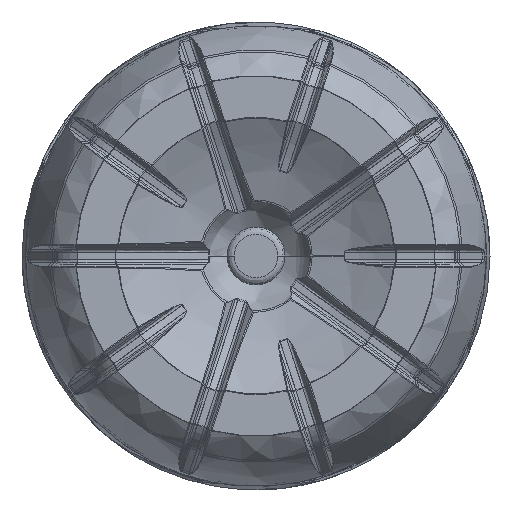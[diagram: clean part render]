
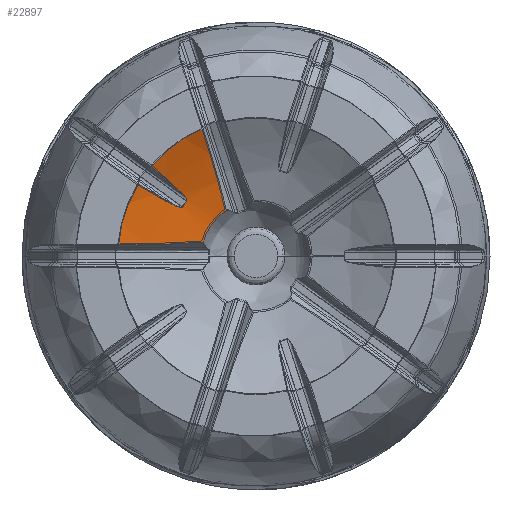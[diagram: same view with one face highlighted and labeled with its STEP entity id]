
A CAD part, front view. The second image highlights one B-rep face of the part: STEP entity #22897.
In plain terms, the highlighted free-form (B-spline) face has degree [2, 2] with [3, 3] control points.
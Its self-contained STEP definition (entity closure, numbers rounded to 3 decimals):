
#22474 = EDGE_CURVE('',#22475,#22477,#22479,.T.);
#22475 = VERTEX_POINT('',#22476);
#22476 = CARTESIAN_POINT('',(-9.549,3.044,
    7.973));
#22477 = VERTEX_POINT('',#22478);
#22478 = CARTESIAN_POINT('',(-8.873,3.539,7.022)
  );
#22479 = B_SPLINE_CURVE_WITH_KNOTS('',3,(#22480,#22481,#22482,#22483,
    #22484,#22485,#22486,#22487,#22488,#22489,#22490,#22491),
  .UNSPECIFIED.,.F.,.F.,(4,2,2,2,2,4),(0.,0.001,
    0.001,0.001,0.001,0.001)
  ,.UNSPECIFIED.);
#22480 = CARTESIAN_POINT('',(-9.549,3.044,
    7.973));
#22481 = CARTESIAN_POINT('',(-9.403,3.136,
    7.838));
#22482 = CARTESIAN_POINT('',(-9.261,3.225,
    7.699));
#22483 = CARTESIAN_POINT('',(-9.064,3.355,
    7.472));
#22484 = CARTESIAN_POINT('',(-9.,3.398,
    7.394));
#22485 = CARTESIAN_POINT('',(-8.917,3.46,
    7.266));
#22486 = CARTESIAN_POINT('',(-8.891,3.481,
    7.222));
#22487 = CARTESIAN_POINT('',(-8.863,3.509,
    7.15));
#22488 = CARTESIAN_POINT('',(-8.855,3.518,
    7.125));
#22489 = CARTESIAN_POINT('',(-8.85,3.533,
    7.072));
#22490 = CARTESIAN_POINT('',(-8.855,3.539,
    7.043));
#22491 = CARTESIAN_POINT('',(-8.873,3.539,7.022)
  );
#22592 = EDGE_CURVE('',#22477,#22593,#22595,.T.);
#22593 = VERTEX_POINT('',#22594);
#22594 = CARTESIAN_POINT('',(-9.421,3.539,
    6.269));
#22595 = B_SPLINE_CURVE_WITH_KNOTS('',3,(#22596,#22597,#22598,#22599),
  .UNSPECIFIED.,.F.,.F.,(4,4),(0.,0.001),
  .PIECEWISE_BEZIER_KNOTS.);
#22596 = CARTESIAN_POINT('',(-8.873,3.539,7.022)
  );
#22597 = CARTESIAN_POINT('',(-9.081,3.531,
    6.791));
#22598 = CARTESIAN_POINT('',(-9.264,3.531,
    6.538));
#22599 = CARTESIAN_POINT('',(-9.421,3.539,
    6.269));
#22664 = EDGE_CURVE('',#22593,#22665,#22667,.T.);
#22665 = VERTEX_POINT('',#22666);
#22666 = CARTESIAN_POINT('',(-10.534,3.044,
    6.617));
#22667 = B_SPLINE_CURVE_WITH_KNOTS('',3,(#22668,#22669,#22670,#22671,
    #22672,#22673,#22674,#22675,#22676,#22677,#22678,#22679),
  .UNSPECIFIED.,.F.,.F.,(4,2,2,2,2,4),(0.,0.,
    0.,0.,0.001,
    0.001),.UNSPECIFIED.);
#22668 = CARTESIAN_POINT('',(-9.421,3.539,
    6.269));
#22669 = CARTESIAN_POINT('',(-9.435,3.539,
    6.245));
#22670 = CARTESIAN_POINT('',(-9.461,3.533,
    6.232));
#22671 = CARTESIAN_POINT('',(-9.513,3.518,
    6.22));
#22672 = CARTESIAN_POINT('',(-9.54,3.509,
    6.219));
#22673 = CARTESIAN_POINT('',(-9.617,3.48,
    6.224));
#22674 = CARTESIAN_POINT('',(-9.667,3.46,
    6.235));
#22675 = CARTESIAN_POINT('',(-9.813,3.398,
    6.275));
#22676 = CARTESIAN_POINT('',(-9.907,3.356,
    6.311));
#22677 = CARTESIAN_POINT('',(-10.183,3.226,
    6.429));
#22678 = CARTESIAN_POINT('',(-10.36,3.136,
    6.521));
#22679 = CARTESIAN_POINT('',(-10.534,3.044,
    6.617));
#22780 = EDGE_CURVE('',#22781,#22475,#22783,.T.);
#22781 = VERTEX_POINT('',#22782);
#22782 = CARTESIAN_POINT('',(-13.433,0.,
    11.512));
#22783 = B_SPLINE_CURVE_WITH_KNOTS('',3,(#22784,#22785,#22786,#22787),
  .UNSPECIFIED.,.F.,.F.,(4,4),(0.,0.007),
  .PIECEWISE_BEZIER_KNOTS.);
#22784 = CARTESIAN_POINT('',(-13.433,0.,
    11.512));
#22785 = CARTESIAN_POINT('',(-12.194,1.178,
    10.411));
#22786 = CARTESIAN_POINT('',(-10.9,2.192,
    9.23));
#22787 = CARTESIAN_POINT('',(-9.549,3.044,
    7.973));
#22897 = ADVANCED_FACE('',(#22898),#22961,.T.);
#22898 = FACE_BOUND('',#22899,.T.);
#22899 = EDGE_LOOP('',(#22900,#22901,#22910,#22918,#22931,#22939,#22952,
    #22958,#22959,#22960));
#22900 = ORIENTED_EDGE('',*,*,#22664,.T.);
#22901 = ORIENTED_EDGE('',*,*,#22902,.T.);
#22902 = EDGE_CURVE('',#22665,#22903,#22905,.T.);
#22903 = VERTEX_POINT('',#22904);
#22904 = CARTESIAN_POINT('',(-15.099,0.,
    9.218));
#22905 = B_SPLINE_CURVE_WITH_KNOTS('',3,(#22906,#22907,#22908,#22909),
  .UNSPECIFIED.,.F.,.F.,(4,4),(0.,0.007),
  .PIECEWISE_BEZIER_KNOTS.);
#22906 = CARTESIAN_POINT('',(-10.534,3.044,
    6.617));
#22907 = CARTESIAN_POINT('',(-12.147,2.192,
    7.515));
#22908 = CARTESIAN_POINT('',(-13.669,1.178,
    8.38));
#22909 = CARTESIAN_POINT('',(-15.099,0.,
    9.218));
#22910 = ORIENTED_EDGE('',*,*,#22911,.F.);
#22911 = EDGE_CURVE('',#22912,#22903,#22914,.T.);
#22912 = VERTEX_POINT('',#22913);
#22913 = CARTESIAN_POINT('',(-17.633,0.,
    1.421));
#22914 = ( BOUNDED_CURVE() B_SPLINE_CURVE(2,(#22915,#22916,#22917),
.UNSPECIFIED.,.F.,.F.) B_SPLINE_CURVE_WITH_KNOTS((3,3),(
0.08,0.548),.PIECEWISE_BEZIER_KNOTS.) CURVE() 
GEOMETRIC_REPRESENTATION_ITEM() RATIONAL_B_SPLINE_CURVE((1.,
0.973,1.)) REPRESENTATION_ITEM('') );
#22915 = CARTESIAN_POINT('',(-17.633,0.,
    1.421));
#22916 = CARTESIAN_POINT('',(-17.295,0.,
    5.621));
#22917 = CARTESIAN_POINT('',(-15.099,0.,
    9.218));
#22918 = ORIENTED_EDGE('',*,*,#22919,.T.);
#22919 = EDGE_CURVE('',#22912,#22920,#22922,.T.);
#22920 = VERTEX_POINT('',#22921);
#22921 = CARTESIAN_POINT('',(-6.749,5.004,
    1.792));
#22922 = B_SPLINE_CURVE_WITH_KNOTS('',3,(#22923,#22924,#22925,#22926,
    #22927,#22928,#22929,#22930),.UNSPECIFIED.,.F.,.F.,(4,2,2,4),(0.,
    0.003,0.006,0.013),
  .UNSPECIFIED.);
#22923 = CARTESIAN_POINT('',(-17.633,0.,
    1.421));
#22924 = CARTESIAN_POINT('',(-16.811,0.583,
    1.41));
#22925 = CARTESIAN_POINT('',(-15.965,1.126,
    1.409));
#22926 = CARTESIAN_POINT('',(-14.225,2.131,
    1.429));
#22927 = CARTESIAN_POINT('',(-13.329,2.595,
    1.449));
#22928 = CARTESIAN_POINT('',(-10.589,3.855,1.542
    ));
#22929 = CARTESIAN_POINT('',(-8.701,4.519,
    1.644));
#22930 = CARTESIAN_POINT('',(-6.749,5.004,
    1.792));
#22931 = ORIENTED_EDGE('',*,*,#22932,.T.);
#22932 = EDGE_CURVE('',#22920,#22933,#22935,.T.);
#22933 = VERTEX_POINT('',#22934);
#22934 = CARTESIAN_POINT('',(-3.79,5.004,
    5.865));
#22935 = ( BOUNDED_CURVE() B_SPLINE_CURVE(2,(#22936,#22937,#22938),
.UNSPECIFIED.,.F.,.F.) B_SPLINE_CURVE_WITH_KNOTS((3,3),(0.26,
0.997),.PIECEWISE_BEZIER_KNOTS.) CURVE() 
GEOMETRIC_REPRESENTATION_ITEM() RATIONAL_B_SPLINE_CURVE((1.,
0.933,1.)) REPRESENTATION_ITEM('') );
#22936 = CARTESIAN_POINT('',(-6.749,5.004,
    1.792));
#22937 = CARTESIAN_POINT('',(-6.057,5.004,
    4.4));
#22938 = CARTESIAN_POINT('',(-3.79,5.004,
    5.865));
#22939 = ORIENTED_EDGE('',*,*,#22940,.T.);
#22940 = EDGE_CURVE('',#22933,#22941,#22943,.T.);
#22941 = VERTEX_POINT('',#22942);
#22942 = CARTESIAN_POINT('',(-6.8,0.,
    16.331));
#22943 = B_SPLINE_CURVE_WITH_KNOTS('',3,(#22944,#22945,#22946,#22947,
    #22948,#22949,#22950,#22951),.UNSPECIFIED.,.F.,.F.,(4,2,2,4),(
    0.,0.006,0.01,
    0.013),.UNSPECIFIED.);
#22944 = CARTESIAN_POINT('',(-3.79,5.004,
    5.865));
#22945 = CARTESIAN_POINT('',(-4.253,4.519,
    7.767));
#22946 = CARTESIAN_POINT('',(-4.739,3.855,
    9.594));
#22947 = CARTESIAN_POINT('',(-5.496,2.596,
    12.226));
#22948 = CARTESIAN_POINT('',(-5.754,2.132,
    13.086));
#22949 = CARTESIAN_POINT('',(-6.274,1.126,
    14.748));
#22950 = CARTESIAN_POINT('',(-6.536,0.583,
    15.553));
#22951 = CARTESIAN_POINT('',(-6.8,0.,
    16.331));
#22952 = ORIENTED_EDGE('',*,*,#22953,.F.);
#22953 = EDGE_CURVE('',#22781,#22941,#22954,.T.);
#22954 = ( BOUNDED_CURVE() B_SPLINE_CURVE(2,(#22955,#22956,#22957),
.UNSPECIFIED.,.F.,.F.) B_SPLINE_CURVE_WITH_KNOTS((3,3),(0.709,
1.176),.PIECEWISE_BEZIER_KNOTS.) CURVE() 
GEOMETRIC_REPRESENTATION_ITEM() RATIONAL_B_SPLINE_CURVE((1.,
0.973,1.)) REPRESENTATION_ITEM('') );
#22955 = CARTESIAN_POINT('',(-13.433,0.,
    11.512));
#22956 = CARTESIAN_POINT('',(-10.691,0.,
    14.711));
#22957 = CARTESIAN_POINT('',(-6.8,0.,
    16.331));
#22958 = ORIENTED_EDGE('',*,*,#22780,.T.);
#22959 = ORIENTED_EDGE('',*,*,#22474,.T.);
#22960 = ORIENTED_EDGE('',*,*,#22592,.T.);
#22961 = ( BOUNDED_SURFACE() B_SPLINE_SURFACE(2,2,(
    (#22962,#22963,#22964)
    ,(#22965,#22966,#22967)
    ,(#22968,#22969,#22970
)),.UNSPECIFIED.,.F.,.F.,.F.) B_SPLINE_SURFACE_WITH_KNOTS((3,3),(3,3),(
    3.222,4.318),(1.827,2.189),
.PIECEWISE_BEZIER_KNOTS.) GEOMETRIC_REPRESENTATION_ITEM() 
RATIONAL_B_SPLINE_SURFACE((
    (1.,0.984,1.)
    ,(0.854,0.84,0.854)
,(1.,0.984,1.))) REPRESENTATION_ITEM('') SURFACE() );
#22962 = CARTESIAN_POINT('',(-6.961,5.004,
    0.561));
#22963 = CARTESIAN_POINT('',(-12.753,3.48,
    1.028));
#22964 = CARTESIAN_POINT('',(-17.633,0.,
    1.421));
#22965 = CARTESIAN_POINT('',(-6.618,5.004,
    4.808));
#22966 = CARTESIAN_POINT('',(-12.125,3.48,
    8.81));
#22967 = CARTESIAN_POINT('',(-16.766,0.,
    12.181));
#22968 = CARTESIAN_POINT('',(-2.684,5.004,
    6.447));
#22969 = CARTESIAN_POINT('',(-4.918,3.48,
    11.811));
#22970 = CARTESIAN_POINT('',(-6.8,0.,
    16.331));
